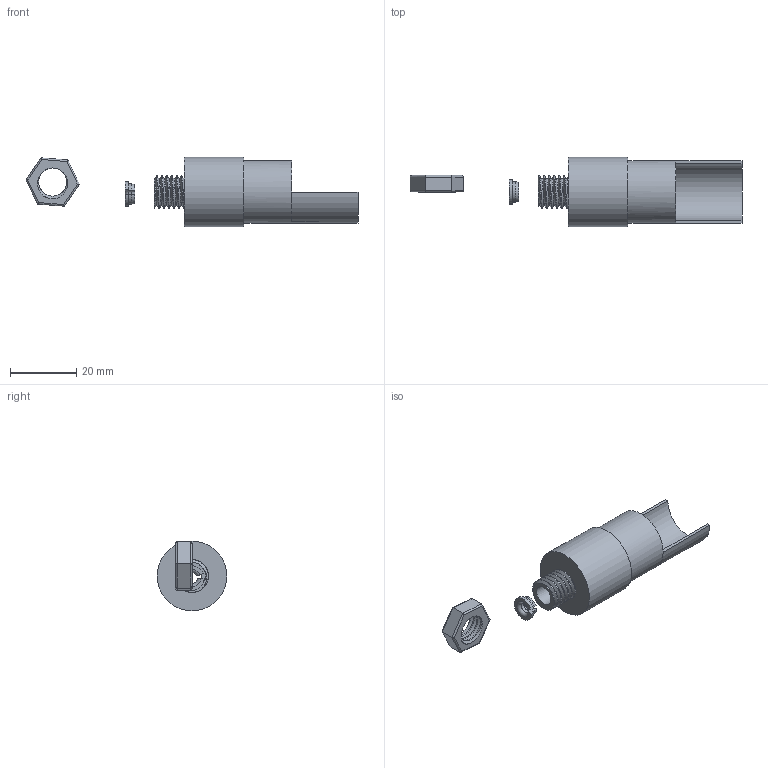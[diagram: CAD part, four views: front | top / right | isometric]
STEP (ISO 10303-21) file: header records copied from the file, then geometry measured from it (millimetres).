
FILE_DESCRIPTION(/* description */ (''),/* implementation_level */ '2;1');
FILE_NAME(/* name */ 'Petes Forward LIght v28.step',/* time_stamp */ '2021-10-10T07:47:31+10:00',/* author */ (''),/* organization */ (''),/* preprocessor_version */ 'ST-DEVELOPER v18.1',/* originating_system */ 'Autodesk Translation Framework v10.10.0.1391',/* authorisation */ '');
FILE_SCHEMA (('AUTOMOTIVE_DESIGN { 1 0 10303 214 3 1 1 }'));
Length unit declared in the file: millimetre
Products named in the file (5): Petes Forward LIght; Rear Mount; Nut; Cable Clamp; Component6
Assembly tree (4 placements, depth 2):
  Petes Forward LIght
    Rear Mount
    Nut
    Cable Clamp
    Component6
Bounding box: 100.2 x 21 x 21 mm (x, y, z)
Volume: 8325.6 mm3; surface area: 8546.8 mm2
Topology: 5 solids, 5 shells, 144 faces, 389 edges, 254 vertices
Faces by surface type: plane 75, cylinder 61, bspline 4, torus 2, cone 2
Full cylindrical faces by diameter (mm): 6 x2, 8.141 x4, 8.526 x2, 9.85 x4, 10.198 x3, 10.3 x1, 15 x1, 19 x2, 21 x1
Entity records: 7481 total; most frequent: CARTESIAN_POINT 3706, ORIENTED_EDGE 778, DIRECTION 751, EDGE_CURVE 389, AXIS2_PLACEMENT_3D 267, VERTEX_POINT 254, LINE 217, VECTOR 217
